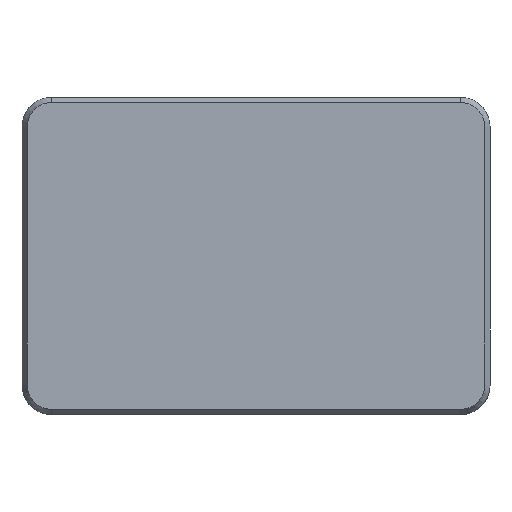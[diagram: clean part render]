
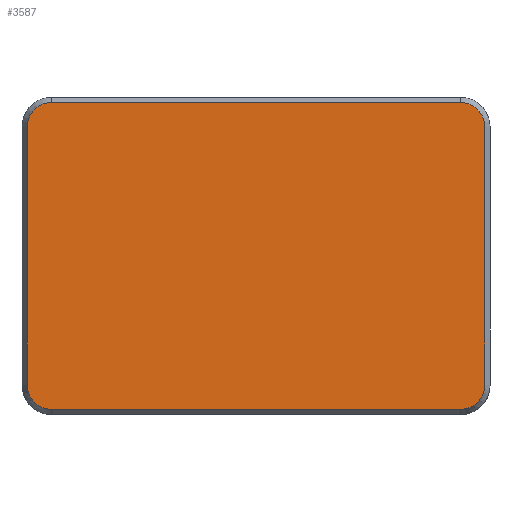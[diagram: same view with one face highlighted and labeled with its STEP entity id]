
A CAD part, top view. The second image highlights one B-rep face of the part: STEP entity #3587.
In plain terms, the highlighted planar face has unit normal (0, 0, 1).
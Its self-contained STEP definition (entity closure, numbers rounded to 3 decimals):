
#140=CIRCLE('',#3895,4.7);
#142=CIRCLE('',#3899,4.7);
#144=CIRCLE('',#3903,4.7);
#146=CIRCLE('',#3907,4.7);
#386=FACE_OUTER_BOUND('',#583,.T.);
#583=EDGE_LOOP('',(#3179,#3180,#3181,#3182,#3183,#3184,#3185,#3186));
#957=LINE('',#5939,#1344);
#962=LINE('',#5953,#1349);
#966=LINE('',#5965,#1353);
#970=LINE('',#5977,#1357);
#1344=VECTOR('',#4838,10.);
#1349=VECTOR('',#4851,10.);
#1353=VECTOR('',#4863,10.);
#1357=VECTOR('',#4875,10.);
#1695=VERTEX_POINT('',#5936);
#1696=VERTEX_POINT('',#5938);
#1699=VERTEX_POINT('',#5945);
#1701=VERTEX_POINT('',#5951);
#1703=VERTEX_POINT('',#5957);
#1705=VERTEX_POINT('',#5963);
#1707=VERTEX_POINT('',#5969);
#1709=VERTEX_POINT('',#5975);
#2186=EDGE_CURVE('',#1695,#1696,#957,.T.);
#2190=EDGE_CURVE('',#1699,#1695,#140,.T.);
#2193=EDGE_CURVE('',#1701,#1699,#962,.T.);
#2196=EDGE_CURVE('',#1703,#1701,#142,.T.);
#2199=EDGE_CURVE('',#1705,#1703,#966,.T.);
#2202=EDGE_CURVE('',#1707,#1705,#144,.T.);
#2205=EDGE_CURVE('',#1709,#1707,#970,.T.);
#2207=EDGE_CURVE('',#1696,#1709,#146,.T.);
#3179=ORIENTED_EDGE('',*,*,#2186,.F.);
#3180=ORIENTED_EDGE('',*,*,#2190,.F.);
#3181=ORIENTED_EDGE('',*,*,#2193,.F.);
#3182=ORIENTED_EDGE('',*,*,#2196,.F.);
#3183=ORIENTED_EDGE('',*,*,#2199,.F.);
#3184=ORIENTED_EDGE('',*,*,#2202,.F.);
#3185=ORIENTED_EDGE('',*,*,#2205,.F.);
#3186=ORIENTED_EDGE('',*,*,#2207,.F.);
#3408=PLANE('',#3913);
#3587=ADVANCED_FACE('',(#386),#3408,.F.);
#3895=AXIS2_PLACEMENT_3D('',#5947,#4844,#4845);
#3899=AXIS2_PLACEMENT_3D('',#5959,#4856,#4857);
#3903=AXIS2_PLACEMENT_3D('',#5971,#4868,#4869);
#3907=AXIS2_PLACEMENT_3D('',#5980,#4879,#4880);
#3913=AXIS2_PLACEMENT_3D('',#5991,#4896,#4897);
#4838=DIRECTION('',(0.,1.,0.));
#4844=DIRECTION('center_axis',(0.,0.,-1.));
#4845=DIRECTION('ref_axis',(0.,-1.,0.));
#4851=DIRECTION('',(-1.,0.,0.));
#4856=DIRECTION('center_axis',(0.,0.,-1.));
#4857=DIRECTION('ref_axis',(1.,0.,0.));
#4863=DIRECTION('',(0.,-1.,0.));
#4868=DIRECTION('center_axis',(0.,0.,-1.));
#4869=DIRECTION('ref_axis',(0.,1.,0.));
#4875=DIRECTION('',(1.,0.,0.));
#4879=DIRECTION('center_axis',(0.,0.,-1.));
#4880=DIRECTION('ref_axis',(-1.,0.,0.));
#4896=DIRECTION('center_axis',(0.,0.,-1.));
#4897=DIRECTION('ref_axis',(1.,0.,0.));
#5936=CARTESIAN_POINT('',(-44.2,3.,23.7));
#5938=CARTESIAN_POINT('',(-44.2,53.,23.7));
#5939=CARTESIAN_POINT('',(-44.2,40.5,23.7));
#5945=CARTESIAN_POINT('',(-39.5,-1.7,23.7));
#5947=CARTESIAN_POINT('Origin',(-39.5,3.,23.7));
#5951=CARTESIAN_POINT('',(39.7,-1.7,23.7));
#5953=CARTESIAN_POINT('',(-19.7,-1.7,23.7));
#5957=CARTESIAN_POINT('',(44.4,3.,23.7));
#5959=CARTESIAN_POINT('Origin',(39.7,3.,23.7));
#5963=CARTESIAN_POINT('',(44.4,53.,23.7));
#5965=CARTESIAN_POINT('',(44.4,15.5,23.7));
#5969=CARTESIAN_POINT('',(39.7,57.7,23.7));
#5971=CARTESIAN_POINT('Origin',(39.7,53.,23.7));
#5975=CARTESIAN_POINT('',(-39.5,57.7,23.7));
#5977=CARTESIAN_POINT('',(19.9,57.7,23.7));
#5980=CARTESIAN_POINT('Origin',(-39.5,53.,23.7));
#5991=CARTESIAN_POINT('Origin',(0.1,28.,23.7));
